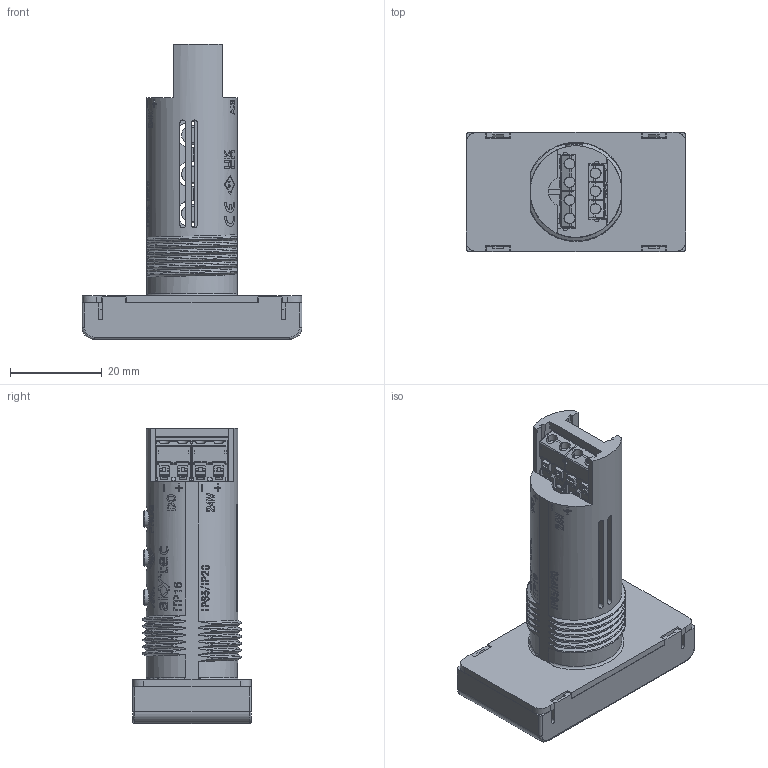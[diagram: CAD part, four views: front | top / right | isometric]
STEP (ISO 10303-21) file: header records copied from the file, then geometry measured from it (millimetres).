
FILE_DESCRIPTION(('HOOPS Exchange Step'),'2;1');
FILE_NAME('export-16E24BEC-4A4A-46FA-892A-0C895A9697A5.stp','2023-08-05T16:17:02+02:00',('Engineering'),('Alibre'),'HOOPS Exchange 2021.0','Alibre','Unknown authorisation');
FILE_SCHEMA( ('AP242_MANAGED_MODEL_BASED_3D_ENGINEERING_MIM_LF {1 0 10303 442 1 1 4 }') );
Length unit declared in the file: millimetre
Products named in the file (16): 151-15 ITP16 Temperature Indicator PT100 PT1000 TC-K TC-J (RED) Display; 151-12 ITP16 Temperature Indicator PT100 PT1000 TC-K TC-J (RED) ; 151-14 ITP16 Temperature Indicator PT100 PT1000 TC-K TC-J (RED) PCB; 151-2 ITP16 Temperature Indicator PT100 PT1000 TC-K TC-J (RED) PCB; 151-3 ITP16 Temperature Indicator PT100 PT1000 TC-K TC-J (RED) PCB; 151-4 ITP16 Temperature Indicator PT100 PT1000 TC-K TC-J (RED) PCB; 151-5 ITP16 Temperature Indicator PT100 PT1000 TC-K TC-J (RED) PCB; 151-6 ITP16 Temperature Indicator PT100 PT1000 TC-K TC-J (RED) PCB; 151-7 ITP16 Temperature Indicator PT100 PT1000 TC-K TC-J (RED) PCB; 151-8 ITP16 Temperature Indicator PT100 PT1000 TC-K TC-J (RED) PCB; 151-9 ITP16 Temperature Indicator PT100 PT1000 TC-K TC-J (RED) PCB; 151-10 ITP16 Temperature Indicator PT100 PT1000 TC-K TC-J (RED) PCB; 151-11 ITP16 Temperature Indicator PT100 PT1000 TC-K TC-J (RED) PCB; 151-1 ITP16 Temperature Indicator PT100 PT1000 TC-K TC-J (RED) PCB; 151-13 ITP16 Temperature Indicator PT100 PT1000 TC-K TC-J (RED) PCB; 151 ITP16 Temperature Indicator PT100 PT1000 TC-K TC-J (RED)
Assembly tree (15 placements, depth 3):
  151 ITP16 Temperature Indicator PT100 PT1000 TC-K TC-J (RED)
    151-15 ITP16 Temperature Indicator PT100 PT1000 TC-K TC-J (RED) Display
    151-12 ITP16 Temperature Indicator PT100 PT1000 TC-K TC-J (RED) 
    151-14 ITP16 Temperature Indicator PT100 PT1000 TC-K TC-J (RED) PCB
    151-1 ITP16 Temperature Indicator PT100 PT1000 TC-K TC-J (RED) PCB
      151-2 ITP16 Temperature Indicator PT100 PT1000 TC-K TC-J (RED) PCB
      151-3 ITP16 Temperature Indicator PT100 PT1000 TC-K TC-J (RED) PCB
      151-4 ITP16 Temperature Indicator PT100 PT1000 TC-K TC-J (RED) PCB
      151-5 ITP16 Temperature Indicator PT100 PT1000 TC-K TC-J (RED) PCB
      151-6 ITP16 Temperature Indicator PT100 PT1000 TC-K TC-J (RED) PCB
      151-7 ITP16 Temperature Indicator PT100 PT1000 TC-K TC-J (RED) PCB
      151-8 ITP16 Temperature Indicator PT100 PT1000 TC-K TC-J (RED) PCB
      151-9 ITP16 Temperature Indicator PT100 PT1000 TC-K TC-J (RED) PCB
      151-10 ITP16 Temperature Indicator PT100 PT1000 TC-K TC-J (RED) PCB
      151-11 ITP16 Temperature Indicator PT100 PT1000 TC-K TC-J (RED) PCB
    151-13 ITP16 Temperature Indicator PT100 PT1000 TC-K TC-J (RED) PCB
Bounding box: 48 x 26 x 64.6 mm (x, y, z)
Volume: 15098.9 mm3; surface area: 23520.9 mm2
Topology: 14 solids, 14 shells, 5466 faces, 15512 edges, 10209 vertices
Faces by surface type: plane 2572, bspline 1835, cylinder 785, cone 143, torus 111, extrusion 16, sphere 4
Entity records: 205155 total; most frequent: CARTESIAN_POINT 81237, ORIENTED_EDGE 31000, DIRECTION 16806, EDGE_CURVE 15500, VERTEX_POINT 10209, B_SPLINE_CURVE_WITH_KNOTS 7411, VECTOR 6218, LINE 6202
